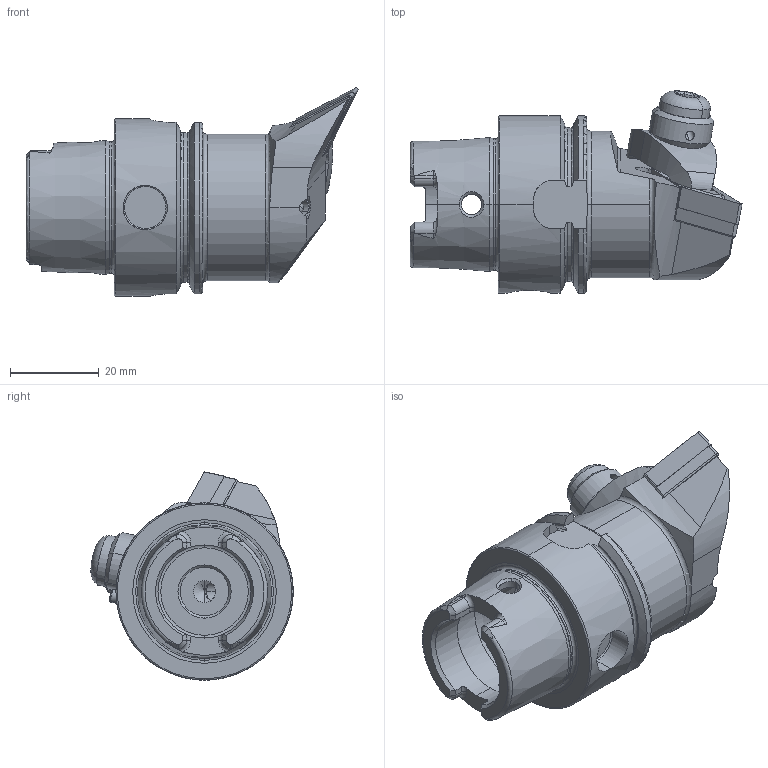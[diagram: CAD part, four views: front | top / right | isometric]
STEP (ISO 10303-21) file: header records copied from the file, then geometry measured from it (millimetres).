
FILE_DESCRIPTION (( 'STEP AP203' ), '1' );
FILE_NAME ('HA4-KVD.LPA.055.STEP', '2013-11-26T15:48:23', ( 'baer' ), ( 'Hewlett-Packard Company' ), 'SwSTEP 2.0', 'SolidWorks 2012', '' );
FILE_SCHEMA (( 'CONFIG_CONTROL_DESIGN' ));
Length unit declared in the file: millimetre
Products named in the file (11): HA4-KVD.LPA.055_B_Fertigbearbeitung; WVD-ER2.101.003_A; WCC-ER2.001.010_A; VNMG160404; WCC-ER3.102.024_C; KVT_MB_600_050; WCC-ER5.102.012_B; WCC-ER5.102.005_A; WCC-ER4.103.032_A; ISO 13337 - 3 x 12_PreviewCfg; HA4-KVD.LPA.055
Assembly tree (10 placements, depth 2):
  HA4-KVD.LPA.055
    HA4-KVD.LPA.055_B_Fertigbearbeitung
    WVD-ER2.101.003_A
    WCC-ER2.001.010_A
    VNMG160404
    WCC-ER3.102.024_C
    KVT_MB_600_050
    WCC-ER5.102.012_B
    WCC-ER5.102.005_A
    WCC-ER4.103.032_A
    ISO 13337 - 3 x 12_PreviewCfg
Bounding box: 74.9 x 45.65 x 47 mm (x, y, z)
Volume: 46976.9 mm3; surface area: 18585.5 mm2
Topology: 11 solids, 11 shells, 465 faces, 1166 edges, 712 vertices
Faces by surface type: cylinder 152, plane 126, cone 106, torus 63, bspline 16, sphere 2
Entity records: 16988 total; most frequent: CARTESIAN_POINT 5027, ORIENTED_EDGE 2298, DIRECTION 2261, EDGE_CURVE 1149, AXIS2_PLACEMENT_3D 910, VERTEX_POINT 709, EDGE_LOOP 492, FACE_OUTER_BOUND 465
